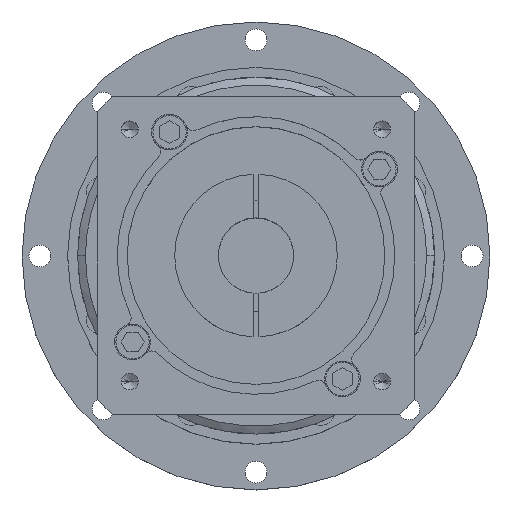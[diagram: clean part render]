
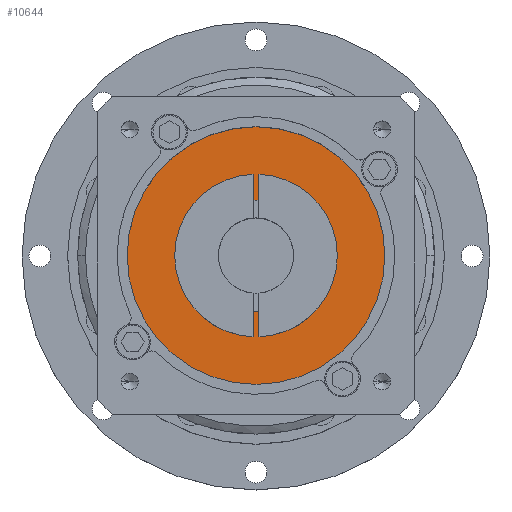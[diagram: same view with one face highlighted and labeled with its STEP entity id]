
A CAD part, top view. The second image highlights one B-rep face of the part: STEP entity #10644.
In plain terms, the highlighted planar face has unit normal (0, 0, 1).
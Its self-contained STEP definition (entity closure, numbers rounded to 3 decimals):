
#129 = AXIS2_PLACEMENT_3D ( 'NONE', #3127, #9317, #3992 ) ;
#517 = CIRCLE ( 'NONE', #129, 32.5 ) ;
#899 = AXIS2_PLACEMENT_3D ( 'NONE', #3474, #9668, #4376 ) ;
#1339 = DIRECTION ( 'NONE',  ( 0., 0., 1. ) ) ;
#1444 = ORIENTED_EDGE ( 'NONE', *, *, #2743, .T. ) ;
#1766 = CARTESIAN_POINT ( 'NONE',  ( 32.5, 0., 51.5 ) ) ;
#2405 = FACE_OUTER_BOUND ( 'NONE', #5681, .T. ) ;
#2412 = VERTEX_POINT ( 'NONE', #7515 ) ;
#2625 = CARTESIAN_POINT ( 'NONE',  ( 0., 0., 51.5 ) ) ;
#2743 = EDGE_CURVE ( 'NONE', #5028, #6714, #11004, .T. ) ;
#3030 = AXIS2_PLACEMENT_3D ( 'NONE', #3909, #10093, #4801 ) ;
#3034 = CARTESIAN_POINT ( 'NONE',  ( -32.5, 0., 51.5 ) ) ;
#3095 = AXIS2_PLACEMENT_3D ( 'NONE', #2625, #3493, #9682 ) ;
#3125 = EDGE_LOOP ( 'NONE', ( #10515, #6417 ) ) ;
#3127 = CARTESIAN_POINT ( 'NONE',  ( 0., 0., 51.5 ) ) ;
#3474 = CARTESIAN_POINT ( 'NONE',  ( 0., 0., 51.5 ) ) ;
#3493 = DIRECTION ( 'NONE',  ( 0., 0., 1. ) ) ;
#3909 = CARTESIAN_POINT ( 'NONE',  ( 0., 0., 51.5 ) ) ;
#3992 = DIRECTION ( 'NONE',  ( 1., 0., 0. ) ) ;
#4376 = DIRECTION ( 'NONE',  ( 1., 0., 0. ) ) ;
#4801 = DIRECTION ( 'NONE',  ( 1., 0., 0. ) ) ;
#5028 = VERTEX_POINT ( 'NONE', #1766 ) ;
#5596 = EDGE_CURVE ( 'NONE', #2412, #5745, #11089, .T. ) ;
#5681 = EDGE_LOOP ( 'NONE', ( #1444, #8724 ) ) ;
#5745 = VERTEX_POINT ( 'NONE', #10798 ) ;
#6267 = AXIS2_PLACEMENT_3D ( 'NONE', #6628, #1339, #7509 ) ;
#6417 = ORIENTED_EDGE ( 'NONE', *, *, #5596, .F. ) ;
#6628 = CARTESIAN_POINT ( 'NONE',  ( 0., 0., 51.5 ) ) ;
#6714 = VERTEX_POINT ( 'NONE', #3034 ) ;
#7106 = FACE_BOUND ( 'NONE', #3125, .T. ) ;
#7509 = DIRECTION ( 'NONE',  ( 1., 0., 0. ) ) ;
#7515 = CARTESIAN_POINT ( 'NONE',  ( 14., 0., 51.5 ) ) ;
#8724 = ORIENTED_EDGE ( 'NONE', *, *, #8803, .T. ) ;
#8803 = EDGE_CURVE ( 'NONE', #6714, #5028, #517, .T. ) ;
#8816 = PLANE ( 'NONE',  #3095 ) ;
#9317 = DIRECTION ( 'NONE',  ( 0., 0., 1. ) ) ;
#9573 = CIRCLE ( 'NONE', #3030, 14. ) ;
#9668 = DIRECTION ( 'NONE',  ( 0., 0., 1. ) ) ;
#9682 = DIRECTION ( 'NONE',  ( 1., 0., 0. ) ) ;
#10093 = DIRECTION ( 'NONE',  ( 0., 0., 1. ) ) ;
#10515 = ORIENTED_EDGE ( 'NONE', *, *, #10937, .F. ) ;
#10644 = ADVANCED_FACE ( 'NONE', ( #2405, #7106 ), #8816, .T. ) ;
#10798 = CARTESIAN_POINT ( 'NONE',  ( -14., 0., 51.5 ) ) ;
#10937 = EDGE_CURVE ( 'NONE', #5745, #2412, #9573, .T. ) ;
#11004 = CIRCLE ( 'NONE', #6267, 32.5 ) ;
#11089 = CIRCLE ( 'NONE', #899, 14. ) ;
